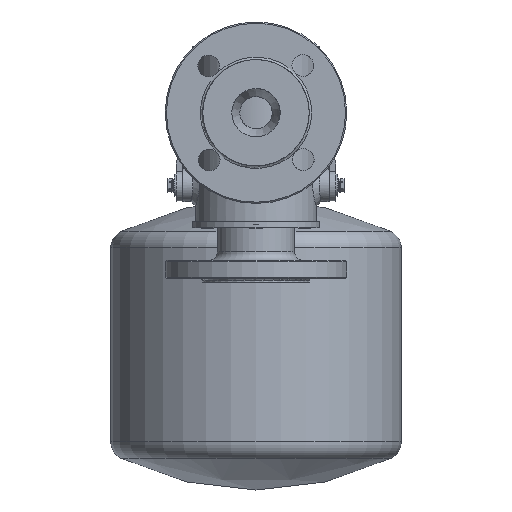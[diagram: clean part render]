
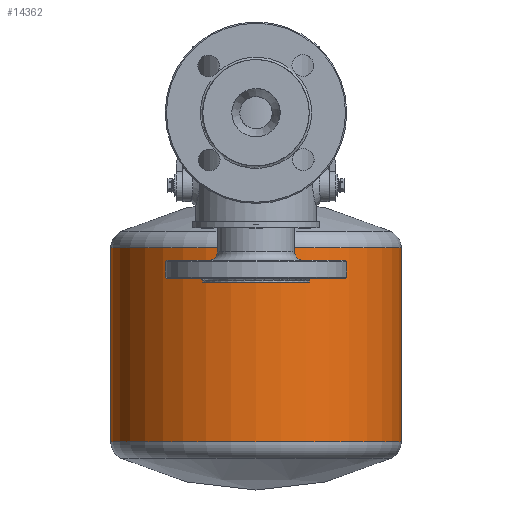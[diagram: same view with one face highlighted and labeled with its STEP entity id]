
A CAD part, left-side view. The second image highlights one B-rep face of the part: STEP entity #14362.
In plain terms, the highlighted cylindrical face has radius 120 mm (diameter 240 mm), a full revolution.
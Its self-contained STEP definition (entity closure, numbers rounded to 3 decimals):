
#592=FACE_BOUND('',#2384,.T.);
#1466=FACE_OUTER_BOUND('',#2383,.T.);
#2383=EDGE_LOOP('',(#10271));
#2384=EDGE_LOOP('',(#10272));
#3546=CIRCLE('',#15557,120.);
#3547=CIRCLE('',#15559,120.);
#6088=VERTEX_POINT('',#22375);
#6089=VERTEX_POINT('',#22378);
#7642=EDGE_CURVE('',#6088,#6088,#3546,.T.);
#7643=EDGE_CURVE('',#6089,#6089,#3547,.T.);
#10271=ORIENTED_EDGE('',*,*,#7643,.T.);
#10272=ORIENTED_EDGE('',*,*,#7642,.F.);
#13055=CYLINDRICAL_SURFACE('',#15558,120.);
#14362=ADVANCED_FACE('',(#1466,#592),#13055,.T.);
#15557=AXIS2_PLACEMENT_3D('',#22376,#18112,#18113);
#15558=AXIS2_PLACEMENT_3D('',#22377,#18114,#18115);
#15559=AXIS2_PLACEMENT_3D('',#22379,#18116,#18117);
#18112=DIRECTION('center_axis',(0.,0.,
-1.));
#18113=DIRECTION('ref_axis',(0.,-1.,0.));
#18114=DIRECTION('center_axis',(0.,0.,
-1.));
#18115=DIRECTION('ref_axis',(0.,-1.,0.));
#18116=DIRECTION('center_axis',(0.,0.,
-1.));
#18117=DIRECTION('ref_axis',(0.,-1.,0.));
#22375=CARTESIAN_POINT('',(853.943,-120.,-182.085));
#22376=CARTESIAN_POINT('Origin',(853.943,0.,
-182.085));
#22377=CARTESIAN_POINT('Origin',(853.959,0.,
-141.966));
#22378=CARTESIAN_POINT('',(854.006,-120.,-21.609));
#22379=CARTESIAN_POINT('Origin',(854.006,0.,-21.609));
